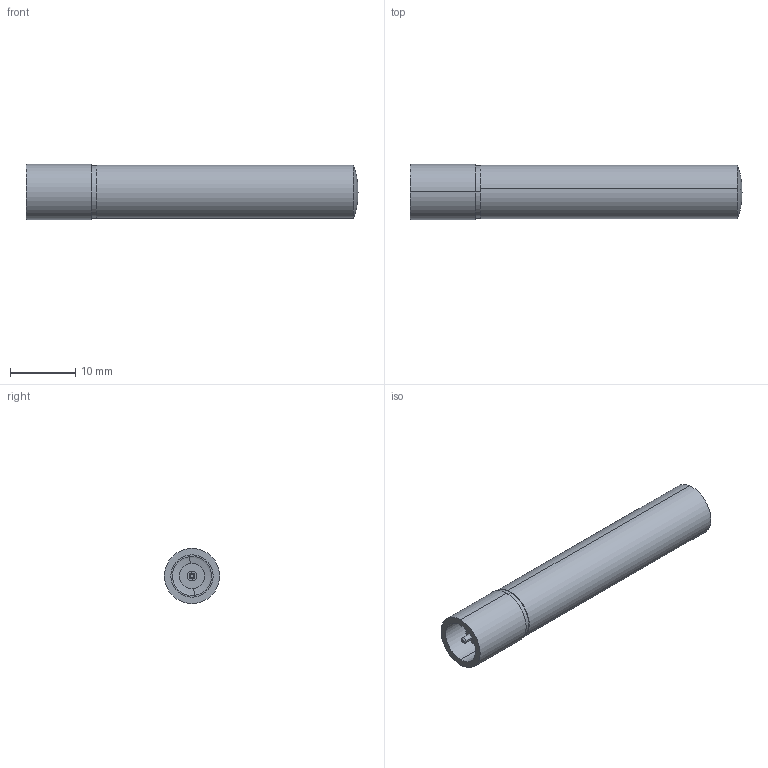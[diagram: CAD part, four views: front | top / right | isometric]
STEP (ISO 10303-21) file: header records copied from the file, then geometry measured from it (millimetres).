
FILE_DESCRIPTION (( 'STEP AP214' ), '1' );
FILE_NAME ('TI.33.A111_Web.STEP', '2025-11-04T01:03:06', ( '' ), ( '' ), 'SwSTEP 2.0', 'SolidWorks 2024', '' );
FILE_SCHEMA (( 'AUTOMOTIVE_DESIGN' ));
Length unit declared in the file: millimetre
Products named in the file (1): TI.33.A111_Web
Bounding box: 51 x 8.5 x 8.5 mm (x, y, z)
Surface area: 1524.9 mm2 (no closed solid volume)
Topology: 0 solids, 4 shells, 19 faces, 44 edges, 29 vertices
Faces by surface type: cylinder 10, plane 5, cone 2, torus 2
Entity records: 553 total; most frequent: DIRECTION 112, CARTESIAN_POINT 91, ORIENTED_EDGE 72, AXIS2_PLACEMENT_3D 50, EDGE_CURVE 42, CIRCLE 30, VERTEX_POINT 29, EDGE_LOOP 23
